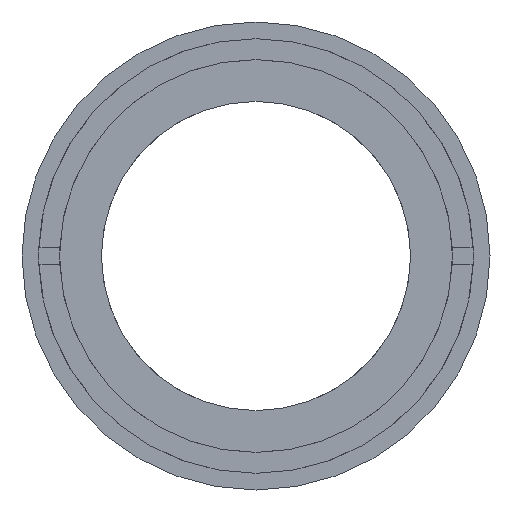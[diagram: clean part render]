
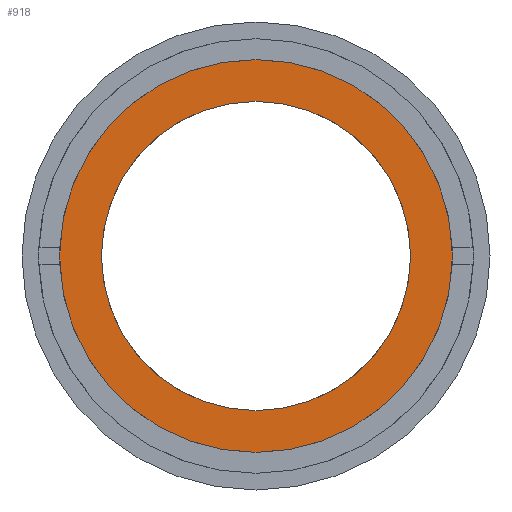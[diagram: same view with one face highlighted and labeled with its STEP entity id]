
A CAD part, front view. The second image highlights one B-rep face of the part: STEP entity #918.
In plain terms, the highlighted planar face has unit normal (0, -1, 0).
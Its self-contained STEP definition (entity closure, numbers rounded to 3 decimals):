
#7 = FACE_BOUND ( 'NONE', #301, .T. ) ;
#17 = CARTESIAN_POINT ( 'NONE',  ( -18.5, 5., 0. ) ) ;
#20 = CARTESIAN_POINT ( 'NONE',  ( 0., 5., 0. ) ) ;
#21 = EDGE_CURVE ( 'NONE', #328, #584, #913, .T. ) ;
#53 = DIRECTION ( 'NONE',  ( 0., 1., 0. ) ) ;
#159 = ORIENTED_EDGE ( 'NONE', *, *, #930, .F. ) ;
#190 = CARTESIAN_POINT ( 'NONE',  ( 0., 5., 24.1 ) ) ;
#193 = CIRCLE ( 'NONE', #529, 24.1 ) ;
#267 = DIRECTION ( 'NONE',  ( 0., 0., 1. ) ) ;
#287 = VERTEX_POINT ( 'NONE', #788 ) ;
#301 = EDGE_LOOP ( 'NONE', ( #1016, #1072 ) ) ;
#328 = VERTEX_POINT ( 'NONE', #190 ) ;
#333 = FACE_OUTER_BOUND ( 'NONE', #967, .T. ) ;
#395 = DIRECTION ( 'NONE',  ( 0., 0., 1. ) ) ;
#400 = CARTESIAN_POINT ( 'NONE',  ( 0., 5., -24.1 ) ) ;
#446 = EDGE_CURVE ( 'NONE', #287, #548, #818, .T. ) ;
#495 = CARTESIAN_POINT ( 'NONE',  ( 0., 5., 18.5 ) ) ;
#529 = AXIS2_PLACEMENT_3D ( 'NONE', #1019, #53, #601 ) ;
#546 = DIRECTION ( 'NONE',  ( 0., 1., 0. ) ) ;
#548 = VERTEX_POINT ( 'NONE', #495 ) ;
#556 = DIRECTION ( 'NONE',  ( 0., 1., 0. ) ) ;
#568 = PLANE ( 'NONE',  #1102 ) ;
#584 = VERTEX_POINT ( 'NONE', #400 ) ;
#601 = DIRECTION ( 'NONE',  ( 0., 0., 1. ) ) ;
#612 = CARTESIAN_POINT ( 'NONE',  ( 0., 5., 0. ) ) ;
#628 = DIRECTION ( 'NONE',  ( 0., -1., 0. ) ) ;
#788 = CARTESIAN_POINT ( 'NONE',  ( 0., 5., -18.5 ) ) ;
#818 = CIRCLE ( 'NONE', #1186, 18.5 ) ;
#825 = EDGE_CURVE ( 'NONE', #548, #287, #1104, .T. ) ;
#827 = AXIS2_PLACEMENT_3D ( 'NONE', #612, #1189, #1263 ) ;
#902 = AXIS2_PLACEMENT_3D ( 'NONE', #1184, #546, #267 ) ;
#913 = CIRCLE ( 'NONE', #902, 24.1 ) ;
#918 = ADVANCED_FACE ( 'NONE', ( #7, #333 ), #568, .T. ) ;
#930 = EDGE_CURVE ( 'NONE', #584, #328, #193, .T. ) ;
#967 = EDGE_LOOP ( 'NONE', ( #1181, #159 ) ) ;
#1016 = ORIENTED_EDGE ( 'NONE', *, *, #825, .T. ) ;
#1019 = CARTESIAN_POINT ( 'NONE',  ( 0., 5., 0. ) ) ;
#1072 = ORIENTED_EDGE ( 'NONE', *, *, #446, .T. ) ;
#1102 = AXIS2_PLACEMENT_3D ( 'NONE', #17, #628, #1168 ) ;
#1104 = CIRCLE ( 'NONE', #827, 18.5 ) ;
#1168 = DIRECTION ( 'NONE',  ( 0., 0., -1. ) ) ;
#1181 = ORIENTED_EDGE ( 'NONE', *, *, #21, .F. ) ;
#1184 = CARTESIAN_POINT ( 'NONE',  ( 0., 5., 0. ) ) ;
#1186 = AXIS2_PLACEMENT_3D ( 'NONE', #20, #556, #395 ) ;
#1189 = DIRECTION ( 'NONE',  ( 0., 1., 0. ) ) ;
#1263 = DIRECTION ( 'NONE',  ( 0., 0., 1. ) ) ;
